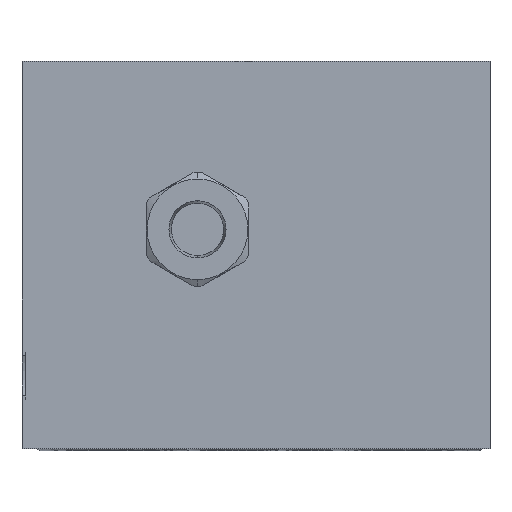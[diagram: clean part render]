
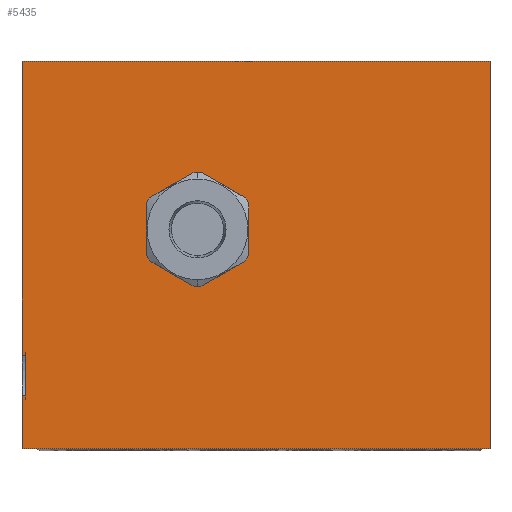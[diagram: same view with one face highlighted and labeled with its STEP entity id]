
A CAD part, front view. The second image highlights one B-rep face of the part: STEP entity #5435.
In plain terms, the highlighted planar face has unit normal (0, -1, 0).
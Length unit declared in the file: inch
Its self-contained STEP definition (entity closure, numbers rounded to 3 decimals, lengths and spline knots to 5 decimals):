
#5=DIRECTION('',(1.,0.,0.));
#6=VECTOR('',#5,4.);
#7=CARTESIAN_POINT('',(0.,-4.,0.));
#8=LINE('',#7,#6);
#449=DIRECTION('',(1.,0.,0.));
#450=VECTOR('',#449,4.);
#451=CARTESIAN_POINT('',(0.,-4.,3.312));
#452=LINE('',#451,#450);
#517=DIRECTION('',(0.,0.,1.));
#518=VECTOR('',#517,3.312);
#519=CARTESIAN_POINT('',(4.,-4.,0.));
#520=LINE('',#519,#518);
#541=DIRECTION('',(0.,0.,-1.));
#542=VECTOR('',#541,0.34847);
#543=CARTESIAN_POINT('',(0.032,-4.,0.79923));
#544=LINE('',#543,#542);
#545=DIRECTION('',(1.,0.,0.));
#546=VECTOR('',#545,0.032);
#547=CARTESIAN_POINT('',(0.,-4.,0.79923));
#548=LINE('',#547,#546);
#549=DIRECTION('',(0.,0.,1.));
#550=VECTOR('',#549,2.51277);
#551=CARTESIAN_POINT('',(0.,-4.,0.79923));
#552=LINE('',#551,#550);
#553=DIRECTION('',(0.,0.,1.));
#554=VECTOR('',#553,0.45077);
#555=CARTESIAN_POINT('',(0.,-4.,0.));
#556=LINE('',#555,#554);
#557=DIRECTION('',(1.,0.,0.));
#558=VECTOR('',#557,0.032);
#559=CARTESIAN_POINT('',(0.,-4.,0.45077));
#560=LINE('',#559,#558);
#561=CARTESIAN_POINT('',(1.5,-4.,1.875));
#562=DIRECTION('',(0.,1.,0.));
#563=DIRECTION('',(0.,0.,-1.));
#564=AXIS2_PLACEMENT_3D('',#561,#562,#563);
#566=CARTESIAN_POINT('',(1.5,-4.,1.875));
#567=DIRECTION('',(0.,1.,0.));
#568=DIRECTION('',(0.,0.,1.));
#569=AXIS2_PLACEMENT_3D('',#566,#567,#568);
#4359=CARTESIAN_POINT('',(0.,-4.,0.));
#4361=VERTEX_POINT('',#4359);
#4362=CARTESIAN_POINT('',(4.,-4.,0.));
#4363=VERTEX_POINT('',#4362);
#4367=CARTESIAN_POINT('',(0.,-4.,3.312));
#4369=VERTEX_POINT('',#4367);
#4370=CARTESIAN_POINT('',(4.,-4.,3.312));
#4371=VERTEX_POINT('',#4370);
#4555=CARTESIAN_POINT('',(0.032,-4.,0.79923));
#4556=CARTESIAN_POINT('',(0.032,-4.,0.45077));
#4557=VERTEX_POINT('',#4555);
#4558=VERTEX_POINT('',#4556);
#4559=CARTESIAN_POINT('',(0.,-4.,0.79923));
#4560=VERTEX_POINT('',#4559);
#4561=CARTESIAN_POINT('',(0.,-4.,0.45077));
#4562=VERTEX_POINT('',#4561);
#4607=CARTESIAN_POINT('',(1.5,-4.,2.3055));
#4608=VERTEX_POINT('',#4607);
#4613=CARTESIAN_POINT('',(1.5,-4.,1.4445));
#4614=VERTEX_POINT('',#4613);
#5411=CARTESIAN_POINT('',(0.,-4.,0.));
#5412=DIRECTION('',(0.,-1.,0.));
#5413=DIRECTION('',(1.,0.,0.));
#5414=AXIS2_PLACEMENT_3D('',#5411,#5412,#5413);
#5415=PLANE('',#5414);
#5417=ORIENTED_EDGE('',*,*,#5416,.F.);
#5419=ORIENTED_EDGE('',*,*,#5418,.F.);
#5420=ORIENTED_EDGE('',*,*,#4983,.T.);
#5421=ORIENTED_EDGE('',*,*,#5334,.T.);
#5422=ORIENTED_EDGE('',*,*,#5392,.F.);
#5423=ORIENTED_EDGE('',*,*,#4912,.F.);
#5424=ORIENTED_EDGE('',*,*,#4976,.T.);
#5426=ORIENTED_EDGE('',*,*,#5425,.T.);
#5427=EDGE_LOOP('',(#5417,#5419,#5420,#5421,#5422,#5423,#5424,#5426));
#5428=FACE_OUTER_BOUND('',#5427,.F.);
#5430=ORIENTED_EDGE('',*,*,#5429,.F.);
#5432=ORIENTED_EDGE('',*,*,#5431,.F.);
#5433=EDGE_LOOP('',(#5430,#5432));
#5434=FACE_BOUND('',#5433,.F.);
#5435=ADVANCED_FACE('',(#5428,#5434),#5415,.T.);
#565=CIRCLE('',#564,0.4305);
#570=CIRCLE('',#569,0.4305);
#4912=EDGE_CURVE('',#4361,#4363,#8,.T.);
#4976=EDGE_CURVE('',#4361,#4562,#556,.T.);
#4983=EDGE_CURVE('',#4560,#4369,#552,.T.);
#5334=EDGE_CURVE('',#4369,#4371,#452,.T.);
#5392=EDGE_CURVE('',#4363,#4371,#520,.T.);
#5416=EDGE_CURVE('',#4557,#4558,#544,.T.);
#5418=EDGE_CURVE('',#4560,#4557,#548,.T.);
#5425=EDGE_CURVE('',#4562,#4558,#560,.T.);
#5429=EDGE_CURVE('',#4614,#4608,#565,.T.);
#5431=EDGE_CURVE('',#4608,#4614,#570,.T.);
